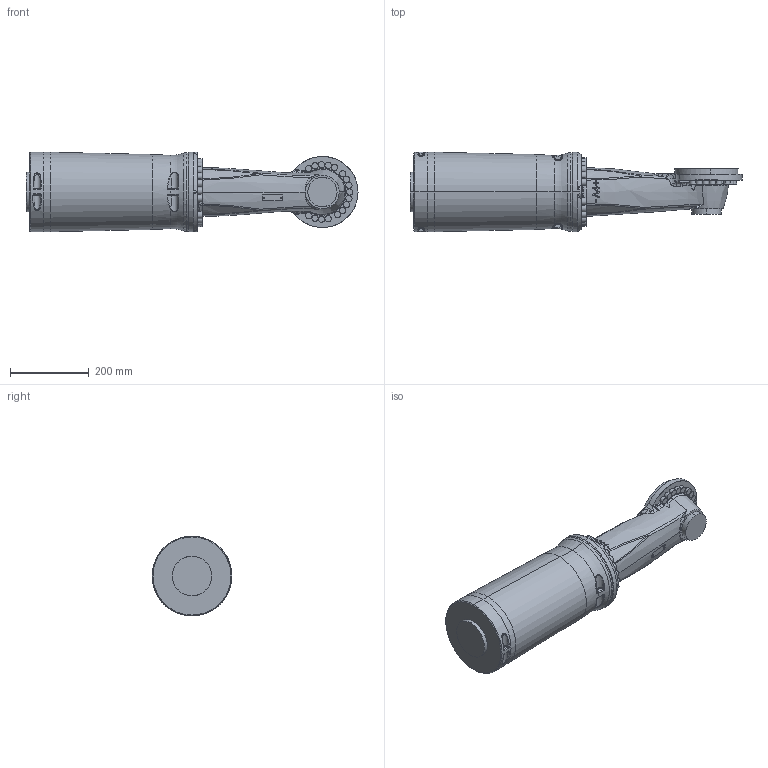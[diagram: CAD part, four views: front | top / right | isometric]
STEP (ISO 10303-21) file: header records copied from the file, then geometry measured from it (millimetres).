
FILE_DESCRIPTION(('3DEXPERIENCE STEP','CAx-IF Rec.Pracs.--- Model Styling and Organization---1.5--- 2016-08-15','CAx-IF Rec.Pracs.---Supplemental Geometry---1.0---2011-11-01','CAx-IF Rec.Pracs.--- Composite Materials ---3.4---2017-06-13','CAx-IF Rec.Pracs.---Tessellated 3D Geometry---1.0---2015-12-17'),'2;1');
FILE_NAME('KUKA KR120 R3900-2 K A4 -.1 Released KUKA KR120 R3900-2 K A4.stp','2024-10-25T23:45:38+00:00',('none'),('none'),'3DEXPERIENCE Platform3DEXPERIENCE R2024x HotFix 5.30','3DEXPERIENCE Platform STEP AP242 v3','none');
FILE_SCHEMA(('AP242_MANAGED_MODEL_BASED_3D_ENGINEERING_MIM_LF {1 0 10303 442 1 1 4}'));
Length unit declared in the file: millimetre
Products named in the file (1): 3D Shape00225600
Bounding box: 841.55 x 202 x 202 mm (x, y, z)
Volume: 17110721.2 mm3; surface area: 514329.1 mm2
Topology: 1 solids, 1 shells, 508 faces, 1797 edges, 1341 vertices
Faces by surface type: cylinder 161, bspline 161, plane 124, cone 30, torus 28, revolution 4
Entity records: 29113 total; most frequent: CARTESIAN_POINT 17039, ORIENTED_EDGE 3582, EDGE_CURVE 1791, VERTEX_POINT 1341, DIRECTION 1065, B_SPLINE_CURVE_WITH_KNOTS 920, AXIS2_PLACEMENT_3D 573, EDGE_LOOP 564
